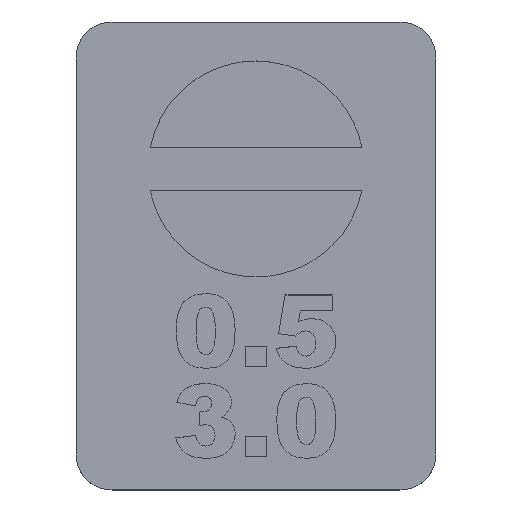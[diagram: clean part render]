
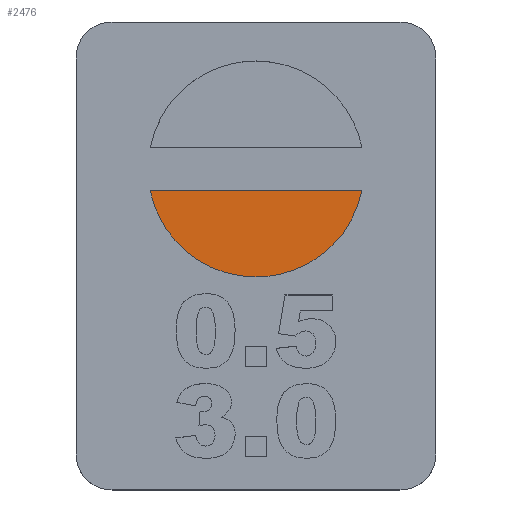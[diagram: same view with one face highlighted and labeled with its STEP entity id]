
A CAD part, top view. The second image highlights one B-rep face of the part: STEP entity #2476.
In plain terms, the highlighted planar face has unit normal (0, 0, 1).
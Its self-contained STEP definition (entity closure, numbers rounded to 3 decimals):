
#29=(
BOUNDED_CURVE()
B_SPLINE_CURVE(3,(#5136,#5137,#5138,#5139),.UNSPECIFIED.,.F.,.F.)
B_SPLINE_CURVE_WITH_KNOTS((4,4),(-1.,0.),.UNSPECIFIED.)
CURVE()
GEOMETRIC_REPRESENTATION_ITEM()
RATIONAL_B_SPLINE_CURVE((1.,1.,1.,1.))
REPRESENTATION_ITEM('')
);
#30=(
BOUNDED_CURVE()
B_SPLINE_CURVE(3,(#5151,#5152,#5153,#5154),.UNSPECIFIED.,.F.,.F.)
B_SPLINE_CURVE_WITH_KNOTS((4,4),(-1.,0.),.UNSPECIFIED.)
CURVE()
GEOMETRIC_REPRESENTATION_ITEM()
RATIONAL_B_SPLINE_CURVE((1.,1.,1.,1.))
REPRESENTATION_ITEM('')
);
#450=FACE_OUTER_BOUND('',#596,.T.);
#596=EDGE_LOOP('',(#2263,#2264,#2265));
#766=LINE('',#5156,#938);
#938=VECTOR('',#2776,10.);
#1188=VERTEX_POINT('',#5133);
#1189=VERTEX_POINT('',#5135);
#1190=VERTEX_POINT('',#5149);
#1550=EDGE_CURVE('',#1188,#1189,#29,.T.);
#1553=EDGE_CURVE('',#1190,#1188,#30,.T.);
#1554=EDGE_CURVE('',#1189,#1190,#766,.T.);
#2263=ORIENTED_EDGE('',*,*,#1554,.F.);
#2264=ORIENTED_EDGE('',*,*,#1550,.F.);
#2265=ORIENTED_EDGE('',*,*,#1553,.F.);
#2344=PLANE('',#2534);
#2476=ADVANCED_FACE('',(#450),#2344,.T.);
#2534=AXIS2_PLACEMENT_3D('',#5157,#2777,#2778);
#2776=DIRECTION('',(1.,0.,0.));
#2777=DIRECTION('center_axis',(0.,0.,1.));
#2778=DIRECTION('ref_axis',(-1.,0.,0.));
#5133=CARTESIAN_POINT('',(160.002,-160.,-0.6));
#5135=CARTESIAN_POINT('',(154.124,-155.205,-0.6));
#5136=CARTESIAN_POINT('Ctrl Pts',(160.002,-160.,-0.6));
#5137=CARTESIAN_POINT('Ctrl Pts',(157.102,-160.,-0.6));
#5138=CARTESIAN_POINT('Ctrl Pts',(154.682,-157.941,-0.6));
#5139=CARTESIAN_POINT('Ctrl Pts',(154.124,-155.205,-0.6));
#5149=CARTESIAN_POINT('',(165.881,-155.205,-0.6));
#5151=CARTESIAN_POINT('Ctrl Pts',(165.881,-155.205,-0.6));
#5152=CARTESIAN_POINT('Ctrl Pts',(165.324,-157.941,-0.6));
#5153=CARTESIAN_POINT('Ctrl Pts',(162.904,-160.,-0.6));
#5154=CARTESIAN_POINT('Ctrl Pts',(160.002,-160.,-0.6));
#5156=CARTESIAN_POINT('',(165.881,-155.205,-0.6));
#5157=CARTESIAN_POINT('Origin',(160.002,-157.602,-0.6));
